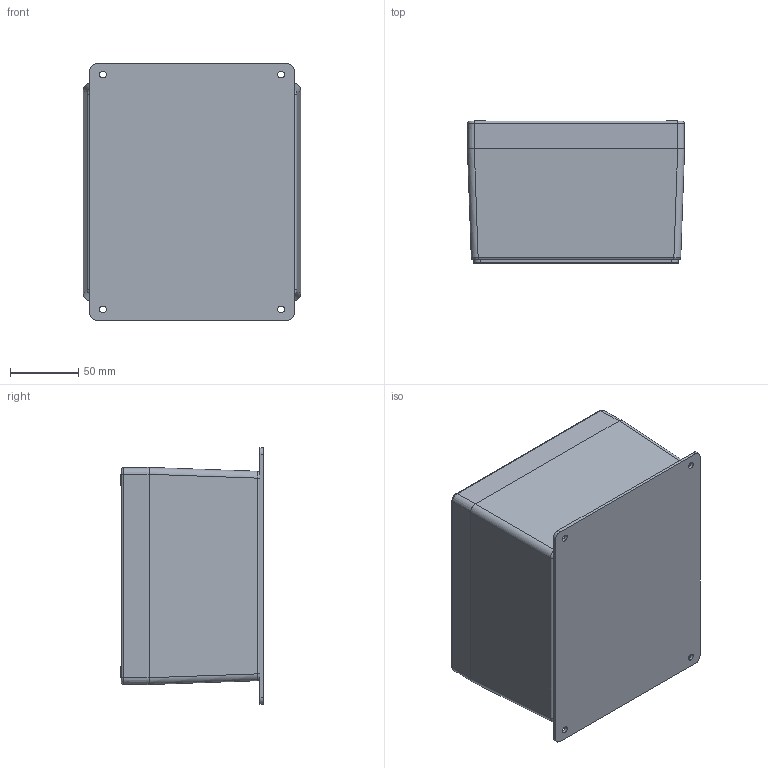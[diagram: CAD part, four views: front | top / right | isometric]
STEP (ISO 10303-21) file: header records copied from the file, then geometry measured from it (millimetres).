
FILE_DESCRIPTION (( 'STEP AP203' ), '1' );
FILE_NAME ('AN-10F-01.step', '2018-05-11T20:28:15', ( '' ), ( '' ), 'SwSTEP 2.0', 'SolidWorks 2016', '' );
FILE_SCHEMA (( 'CONFIG_CONTROL_DESIGN' ));
Length unit declared in the file: inch
Products named in the file (6): SCREWS-036-4; AN-10F-01; cross recessed countersunk head screw_jis_JIS 1111 Cross recessed countersunk head screw - M4 x 32 - Z --24CSST; AN-10C_AN-10C-01; AN-10B_AN-10BF-01; GASKET-110-01
Assembly tree (8 placements, depth 3):
  AN-10F-01
    AN-10B_AN-10BF-01
    AN-10C_AN-10C-01
    SCREWS-036-4
      cross recessed countersunk head screw_jis_JIS 1111 Cross recessed countersunk head screw - M4 x 32 - Z --24CSST  x4
    GASKET-110-01
Bounding box: 158.5 x 103.84 x 187.3 mm (x, y, z)
Volume: 490401.6 mm3; surface area: 297445 mm2
Topology: 8 solids, 8 shells, 657 faces, 1665 edges, 1045 vertices
Faces by surface type: plane 305, cylinder 218, torus 64, cone 58, bspline 12
Full cylindrical faces by diameter (mm): 3.175 x4, 3.3 x4, 4 x4, 4.445 x2, 4.902 x4, 5.791 x4, 6 x4, 8.128 x4, 8.4 x4, 9.906 x2
Entity records: 18168 total; most frequent: CARTESIAN_POINT 3698, DIRECTION 2902, ORIENTED_EDGE 2842, EDGE_CURVE 1421, AXIS2_PLACEMENT_3D 1035, VERTEX_POINT 923, VECTOR 832, LINE 832
